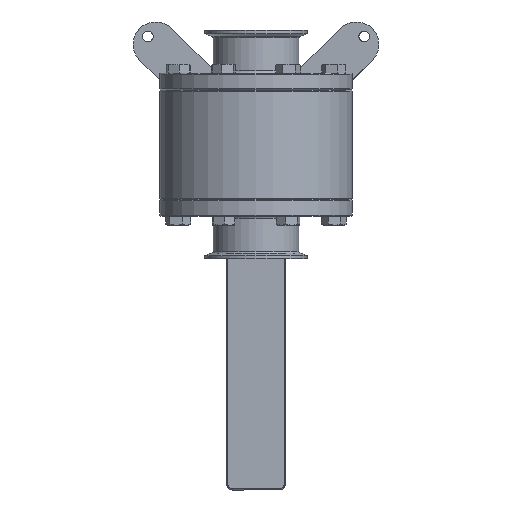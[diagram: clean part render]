
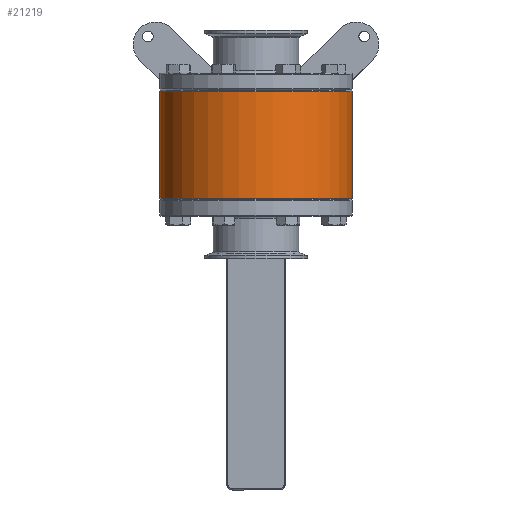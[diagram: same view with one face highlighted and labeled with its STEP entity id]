
A CAD part, front view. The second image highlights one B-rep face of the part: STEP entity #21219.
In plain terms, the highlighted cylindrical face has radius 85.5 mm (diameter 171 mm), a partial arc.
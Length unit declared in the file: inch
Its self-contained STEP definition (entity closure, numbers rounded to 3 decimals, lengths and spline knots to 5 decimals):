
#2993 = AXIS2_PLACEMENT_3D ( 'NONE', #51897, #3044, #31993 ) ;
#3044 = DIRECTION ( 'NONE',  ( 0., 0., -1. ) ) ;
#4054 = CARTESIAN_POINT ( 'NONE',  ( 3.36614, 0., 4.9485 ) ) ;
#4820 = VECTOR ( 'NONE', #8967, 39.37008 ) ;
#8424 = EDGE_CURVE ( 'NONE', #26820, #44398, #19782, .T. ) ;
#8967 = DIRECTION ( 'NONE',  ( 0., 0., 1. ) ) ;
#11326 = EDGE_CURVE ( 'NONE', #44398, #53499, #55368, .T. ) ;
#14337 = DIRECTION ( 'NONE',  ( 0., 0., 1. ) ) ;
#14566 = CARTESIAN_POINT ( 'NONE',  ( 3.36614, 0., 1.87205 ) ) ;
#15911 = AXIS2_PLACEMENT_3D ( 'NONE', #23811, #14337, #58242 ) ;
#19782 = CIRCLE ( 'NONE', #15911, 3.36614 ) ;
#21219 = ADVANCED_FACE ( 'NONE', ( #32043 ), #37464, .T. ) ;
#23202 = ORIENTED_EDGE ( 'NONE', *, *, #8424, .T. ) ;
#23811 = CARTESIAN_POINT ( 'NONE',  ( 0., 0., -1.87205 ) ) ;
#26820 = VERTEX_POINT ( 'NONE', #51873 ) ;
#29739 = CARTESIAN_POINT ( 'NONE',  ( 0., 0., 4.9485 ) ) ;
#29828 = ORIENTED_EDGE ( 'NONE', *, *, #42061, .T. ) ;
#31993 = DIRECTION ( 'NONE',  ( -1., 0., 0. ) ) ;
#32043 = FACE_OUTER_BOUND ( 'NONE', #57585, .T. ) ;
#32059 = EDGE_CURVE ( 'NONE', #26820, #51030, #54477, .T. ) ;
#32889 = DIRECTION ( 'NONE',  ( 0., 0., 1. ) ) ;
#33568 = DIRECTION ( 'NONE',  ( 0., 0., 1. ) ) ;
#37464 = CYLINDRICAL_SURFACE ( 'NONE', #63466, 3.36614 ) ;
#38231 = CARTESIAN_POINT ( 'NONE',  ( -3.36614, 0., 4.9485 ) ) ;
#39524 = DIRECTION ( 'NONE',  ( 1., 0., 0. ) ) ;
#41582 = CARTESIAN_POINT ( 'NONE',  ( 3.36614, 0., -1.87205 ) ) ;
#42061 = EDGE_CURVE ( 'NONE', #53499, #51030, #59217, .T. ) ;
#44398 = VERTEX_POINT ( 'NONE', #41582 ) ;
#48260 = ORIENTED_EDGE ( 'NONE', *, *, #32059, .F. ) ;
#51030 = VERTEX_POINT ( 'NONE', #63070 ) ;
#51438 = ORIENTED_EDGE ( 'NONE', *, *, #11326, .T. ) ;
#51873 = CARTESIAN_POINT ( 'NONE',  ( -3.36614, 0., -1.87205 ) ) ;
#51897 = CARTESIAN_POINT ( 'NONE',  ( 0., 0., 1.87205 ) ) ;
#53499 = VERTEX_POINT ( 'NONE', #14566 ) ;
#54477 = LINE ( 'NONE', #38231, #61361 ) ;
#55368 = LINE ( 'NONE', #4054, #4820 ) ;
#57585 = EDGE_LOOP ( 'NONE', ( #48260, #23202, #51438, #29828 ) ) ;
#58242 = DIRECTION ( 'NONE',  ( 1., 0., 0. ) ) ;
#59217 = CIRCLE ( 'NONE', #2993, 3.36614 ) ;
#61361 = VECTOR ( 'NONE', #32889, 39.37008 ) ;
#63070 = CARTESIAN_POINT ( 'NONE',  ( -3.36614, 0., 1.87205 ) ) ;
#63466 = AXIS2_PLACEMENT_3D ( 'NONE', #29739, #33568, #39524 ) ;
